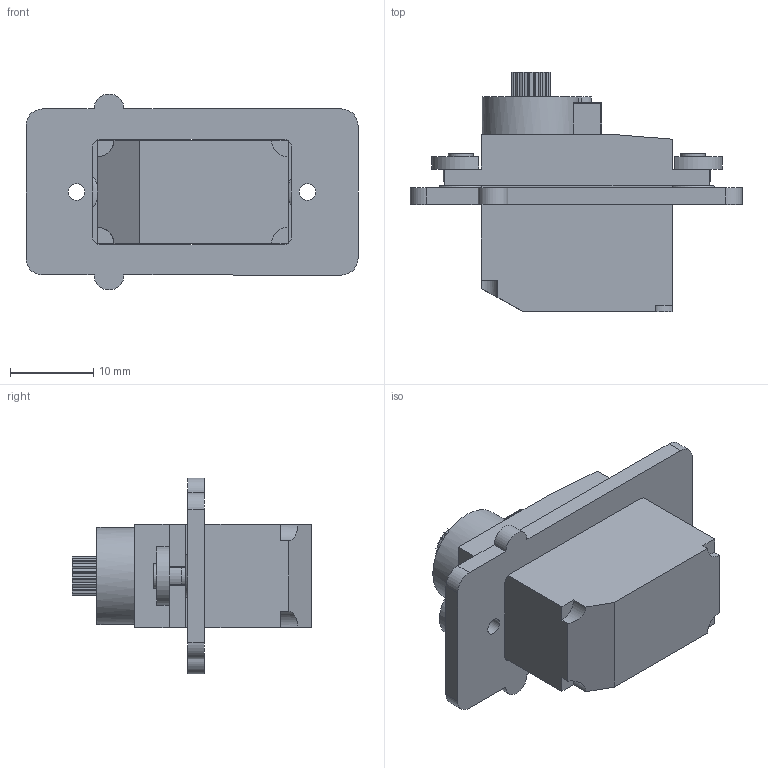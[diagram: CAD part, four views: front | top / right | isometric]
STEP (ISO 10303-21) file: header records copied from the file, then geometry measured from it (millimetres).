
FILE_DESCRIPTION (( 'STEP AP214' ), '1' );
FILE_NAME ('servo 9g grove.STEP', '2024-01-16T16:57:18', ( '' ), ( '' ), 'SwSTEP 2.0', 'SolidWorks 2020', '' );
FILE_SCHEMA (( 'AUTOMOTIVE_DESIGN' ));
Length unit declared in the file: millimetre
Products named in the file (6): servo 9g grove; Silentbloc; Support servo; Rivet; Servo 9g; MiniServo
Assembly tree (7 placements, depth 3):
  servo 9g grove
    Support servo
    Servo 9g
      MiniServo
      Rivet  x2
      Silentbloc  x2
Bounding box: 40 x 28.9 x 23.6 mm (x, y, z)
Volume: 7894.4 mm3; surface area: 4457.1 mm2
Topology: 7 solids, 7 shells, 319 faces, 838 edges, 550 vertices
Faces by surface type: plane 177, bspline 70, cylinder 60, torus 8, sphere 2, cone 2
Full cylindrical faces by diameter (mm): 1.5 x1, 2 x2, 2.4 x2, 3 x4, 4.2 x2
Entity records: 12788 total; most frequent: CARTESIAN_POINT 5351, ORIENTED_EDGE 1594, DIRECTION 1255, EDGE_CURVE 797, LINE 541, VECTOR 541, VERTEX_POINT 534, AXIS2_PLACEMENT_3D 357
